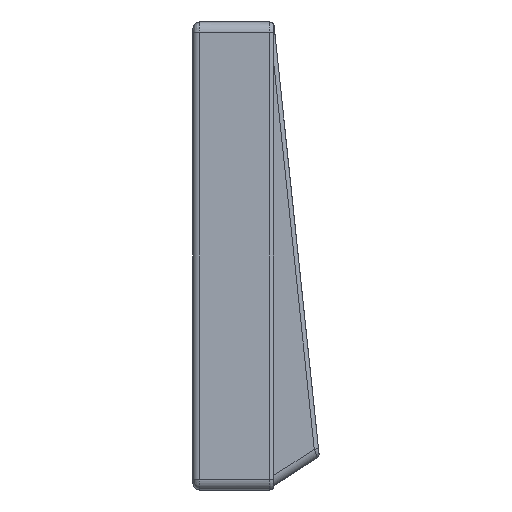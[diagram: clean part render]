
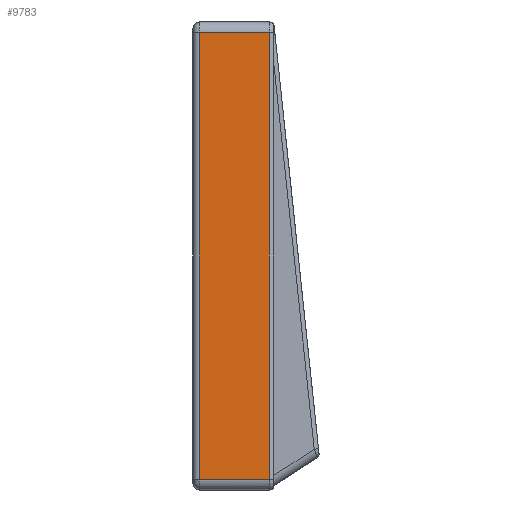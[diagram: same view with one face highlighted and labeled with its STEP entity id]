
A CAD part, left-side view. The second image highlights one B-rep face of the part: STEP entity #9783.
In plain terms, the highlighted planar face has unit normal (-1, 0, 0).
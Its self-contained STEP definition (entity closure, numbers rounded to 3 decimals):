
#138=PLANE('',#10330);
#883=FACE_OUTER_BOUND('',#1441,.T.);
#1441=EDGE_LOOP('',(#7834,#7835,#7836,#7837));
#2779=LINE('',#22193,#3453);
#2780=LINE('',#22195,#3454);
#2781=LINE('',#22197,#3455);
#2782=LINE('',#22198,#3456);
#3453=VECTOR('',#11717,1000.);
#3454=VECTOR('',#11718,10.);
#3455=VECTOR('',#11719,1000.);
#3456=VECTOR('',#11720,1000.);
#4484=VERTEX_POINT('',#22191);
#4485=VERTEX_POINT('',#22192);
#4486=VERTEX_POINT('',#22194);
#4487=VERTEX_POINT('',#22196);
#5759=EDGE_CURVE('',#4484,#4485,#2779,.T.);
#5760=EDGE_CURVE('',#4485,#4486,#2780,.T.);
#5761=EDGE_CURVE('',#4486,#4487,#2781,.T.);
#5762=EDGE_CURVE('',#4487,#4484,#2782,.T.);
#7834=ORIENTED_EDGE('',*,*,#5759,.T.);
#7835=ORIENTED_EDGE('',*,*,#5760,.T.);
#7836=ORIENTED_EDGE('',*,*,#5761,.T.);
#7837=ORIENTED_EDGE('',*,*,#5762,.T.);
#9783=ADVANCED_FACE('',(#883),#138,.F.);
#10330=AXIS2_PLACEMENT_3D('',#22190,#11715,#11716);
#11715=DIRECTION('center_axis',(1.,0.,0.));
#11716=DIRECTION('ref_axis',(0.,0.,-1.));
#11717=DIRECTION('',(0.,-1.,0.));
#11718=DIRECTION('',(0.,0.,1.));
#11719=DIRECTION('',(0.,1.,0.));
#11720=DIRECTION('',(0.,0.,-1.));
#22190=CARTESIAN_POINT('Origin',(-147.85,19.,-55.1));
#22191=CARTESIAN_POINT('',(-147.85,17.5,-52.6));
#22192=CARTESIAN_POINT('',(-147.85,1.,-52.6));
#22193=CARTESIAN_POINT('',(-147.85,19.,-52.6));
#22194=CARTESIAN_POINT('',(-147.85,1.,52.6));
#22195=CARTESIAN_POINT('',(-147.85,1.,-52.6));
#22196=CARTESIAN_POINT('',(-147.85,17.5,52.6));
#22197=CARTESIAN_POINT('',(-147.85,19.,52.6));
#22198=CARTESIAN_POINT('',(-147.85,17.5,-52.6));
